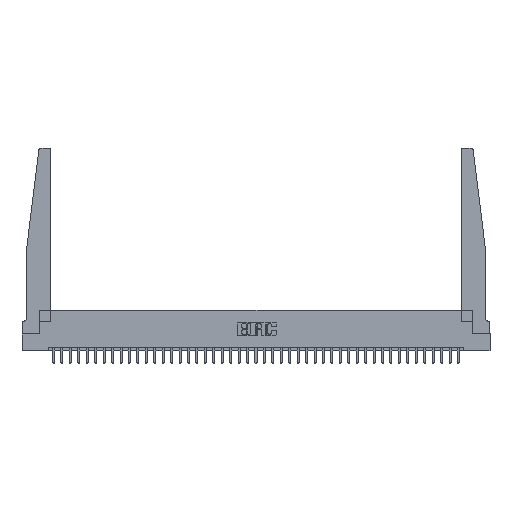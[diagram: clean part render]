
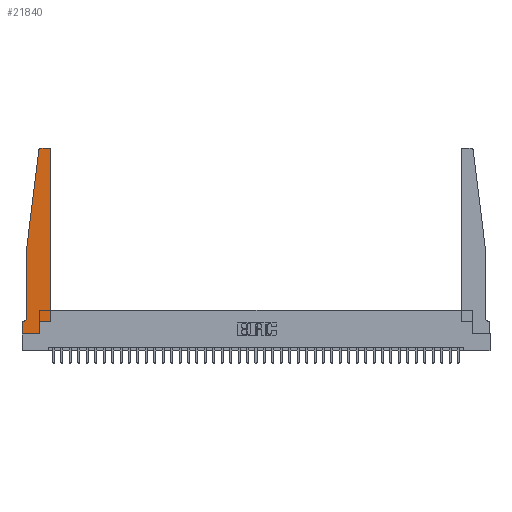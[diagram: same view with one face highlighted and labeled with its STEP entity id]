
A CAD part, top view. The second image highlights one B-rep face of the part: STEP entity #21840.
In plain terms, the highlighted planar face has unit normal (0, 0, 1).
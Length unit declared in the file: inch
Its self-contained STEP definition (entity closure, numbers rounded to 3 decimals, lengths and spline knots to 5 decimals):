
#85 = LINE ( 'NONE', #14265, #31824 ) ;
#799 = ORIENTED_EDGE ( 'NONE', *, *, #8173, .T. ) ;
#989 = VERTEX_POINT ( 'NONE', #5764 ) ;
#1298 = DIRECTION ( 'NONE',  ( 0., 0., 1. ) ) ;
#1968 = VECTOR ( 'NONE', #10396, 39.37008 ) ;
#2383 = DIRECTION ( 'NONE',  ( 1., 0., 0. ) ) ;
#2441 = ORIENTED_EDGE ( 'NONE', *, *, #9057, .T. ) ;
#2801 = DIRECTION ( 'NONE',  ( 0., 0., 1. ) ) ;
#2951 = ORIENTED_EDGE ( 'NONE', *, *, #33636, .T. ) ;
#3557 = VECTOR ( 'NONE', #22092, 39.37008 ) ;
#4940 = VECTOR ( 'NONE', #30830, 39.37008 ) ;
#5365 = LINE ( 'NONE', #28289, #4940 ) ;
#5764 = CARTESIAN_POINT ( 'NONE',  ( 0.065, 1.25, 0.37 ) ) ;
#6257 = CARTESIAN_POINT ( 'NONE',  ( 0.2605, 0., 0.37 ) ) ;
#6331 = CARTESIAN_POINT ( 'NONE',  ( 0.2605, 0.18, 0.37 ) ) ;
#7314 = DIRECTION ( 'NONE',  ( 0., -1., 0. ) ) ;
#7407 = EDGE_CURVE ( 'NONE', #32925, #25130, #12856, .T. ) ;
#7667 = CIRCLE ( 'NONE', #27139, 0.03 ) ;
#8021 = DIRECTION ( 'NONE',  ( 1., 0., 0. ) ) ;
#8173 = EDGE_CURVE ( 'NONE', #35024, #31301, #5365, .T. ) ;
#9057 = EDGE_CURVE ( 'NONE', #17814, #29527, #85, .T. ) ;
#9546 = EDGE_CURVE ( 'NONE', #11853, #17814, #10512, .T. ) ;
#9639 = EDGE_CURVE ( 'NONE', #32766, #20288, #18374, .T. ) ;
#10307 = ORIENTED_EDGE ( 'NONE', *, *, #14273, .T. ) ;
#10326 = EDGE_CURVE ( 'NONE', #34900, #32766, #28703, .T. ) ;
#10396 = DIRECTION ( 'NONE',  ( 0., 1., 0. ) ) ;
#10512 = CIRCLE ( 'NONE', #14155, 0.05 ) ;
#10848 = VECTOR ( 'NONE', #14739, 39.37008 ) ;
#10910 = CARTESIAN_POINT ( 'NONE',  ( 0.2605, 0.18, 0.37 ) ) ;
#11336 = CARTESIAN_POINT ( 'NONE',  ( 0.425, 0.18, 0.37 ) ) ;
#11546 = DIRECTION ( 'NONE',  ( 1., 0., 0. ) ) ;
#11853 = VERTEX_POINT ( 'NONE', #26018 ) ;
#12657 = CARTESIAN_POINT ( 'NONE',  ( 0.425, 2.72, 0.37 ) ) ;
#12856 = LINE ( 'NONE', #27029, #1968 ) ;
#13167 = EDGE_CURVE ( 'NONE', #31301, #23364, #15159, .T. ) ;
#13944 = FACE_OUTER_BOUND ( 'NONE', #22243, .T. ) ;
#14155 = AXIS2_PLACEMENT_3D ( 'NONE', #21972, #30686, #30340 ) ;
#14265 = CARTESIAN_POINT ( 'NONE',  ( 0.065, 0.1875, 0.37 ) ) ;
#14273 = EDGE_CURVE ( 'NONE', #25130, #35024, #7667, .T. ) ;
#14739 = DIRECTION ( 'NONE',  ( -0.122, -0.992, 0. ) ) ;
#15159 = CIRCLE ( 'NONE', #23147, 0.03 ) ;
#15206 = LINE ( 'NONE', #26138, #10848 ) ;
#16442 = ORIENTED_EDGE ( 'NONE', *, *, #7407, .T. ) ;
#16466 = ORIENTED_EDGE ( 'NONE', *, *, #10326, .T. ) ;
#16482 = EDGE_CURVE ( 'NONE', #29527, #34900, #17959, .T. ) ;
#16992 = VECTOR ( 'NONE', #7314, 39.37008 ) ;
#17002 = PLANE ( 'NONE',  #31706 ) ;
#17277 = CARTESIAN_POINT ( 'NONE',  ( 0., 0.1875, 0.37 ) ) ;
#17529 = VECTOR ( 'NONE', #8021, 39.37008 ) ;
#17814 = VERTEX_POINT ( 'NONE', #32068 ) ;
#17959 = LINE ( 'NONE', #32346, #34404 ) ;
#18374 = LINE ( 'NONE', #10910, #3557 ) ;
#18724 = ORIENTED_EDGE ( 'NONE', *, *, #16482, .T. ) ;
#18800 = CARTESIAN_POINT ( 'NONE',  ( 0.065, 1.25, 0.37 ) ) ;
#18972 = ORIENTED_EDGE ( 'NONE', *, *, #9639, .T. ) ;
#20288 = VERTEX_POINT ( 'NONE', #6331 ) ;
#20927 = VECTOR ( 'NONE', #2383, 39.37008 ) ;
#21840 = ADVANCED_FACE ( 'NONE', ( #13944 ), #17002, .T. ) ;
#21972 = CARTESIAN_POINT ( 'NONE',  ( 0.015, 0.2375, 0.37 ) ) ;
#22092 = DIRECTION ( 'NONE',  ( 0., 1., 0. ) ) ;
#22243 = EDGE_LOOP ( 'NONE', ( #799, #31026, #23610, #2951, #29449, #2441, #18724, #16466, #18972, #26457, #16442, #10307 ) ) ;
#23147 = AXIS2_PLACEMENT_3D ( 'NONE', #26095, #1298, #31762 ) ;
#23364 = VERTEX_POINT ( 'NONE', #29040 ) ;
#23610 = ORIENTED_EDGE ( 'NONE', *, *, #34087, .T. ) ;
#23624 = CARTESIAN_POINT ( 'NONE',  ( 0.395, 2.72, 0.37 ) ) ;
#25130 = VERTEX_POINT ( 'NONE', #12657 ) ;
#25707 = LINE ( 'NONE', #18800, #16992 ) ;
#26018 = CARTESIAN_POINT ( 'NONE',  ( 0.065, 0.2375, 0.37 ) ) ;
#26095 = CARTESIAN_POINT ( 'NONE',  ( 0.27653, 2.72, 0.37 ) ) ;
#26138 = CARTESIAN_POINT ( 'NONE',  ( 0.065, 1.25, 0.37 ) ) ;
#26208 = CARTESIAN_POINT ( 'NONE',  ( 0.425, 0.18, 0.37 ) ) ;
#26457 = ORIENTED_EDGE ( 'NONE', *, *, #28536, .T. ) ;
#27029 = CARTESIAN_POINT ( 'NONE',  ( 0.425, 0.18, 0.37 ) ) ;
#27139 = AXIS2_PLACEMENT_3D ( 'NONE', #23624, #27575, #35909 ) ;
#27512 = CARTESIAN_POINT ( 'NONE',  ( 0., 0., 0.37 ) ) ;
#27575 = DIRECTION ( 'NONE',  ( 0., 0., 1. ) ) ;
#28289 = CARTESIAN_POINT ( 'NONE',  ( 0.25, 2.75, 0.37 ) ) ;
#28536 = EDGE_CURVE ( 'NONE', #20288, #32925, #35728, .T. ) ;
#28703 = LINE ( 'NONE', #34775, #20927 ) ;
#29040 = CARTESIAN_POINT ( 'NONE',  ( 0.24675, 2.72367, 0.37 ) ) ;
#29449 = ORIENTED_EDGE ( 'NONE', *, *, #9546, .T. ) ;
#29491 = DIRECTION ( 'NONE',  ( 0., -1., 0. ) ) ;
#29527 = VERTEX_POINT ( 'NONE', #17277 ) ;
#30340 = DIRECTION ( 'NONE',  ( -1., 0., 0. ) ) ;
#30581 = CARTESIAN_POINT ( 'NONE',  ( 0., 0.1875, 0.37 ) ) ;
#30686 = DIRECTION ( 'NONE',  ( 0., 0., -1. ) ) ;
#30830 = DIRECTION ( 'NONE',  ( -1., 0., 0. ) ) ;
#31026 = ORIENTED_EDGE ( 'NONE', *, *, #13167, .T. ) ;
#31301 = VERTEX_POINT ( 'NONE', #33904 ) ;
#31706 = AXIS2_PLACEMENT_3D ( 'NONE', #30581, #2801, #11546 ) ;
#31762 = DIRECTION ( 'NONE',  ( 1., 0., 0. ) ) ;
#31824 = VECTOR ( 'NONE', #33775, 39.37008 ) ;
#32068 = CARTESIAN_POINT ( 'NONE',  ( 0.015, 0.1875, 0.37 ) ) ;
#32346 = CARTESIAN_POINT ( 'NONE',  ( 0., 0., 0.37 ) ) ;
#32766 = VERTEX_POINT ( 'NONE', #6257 ) ;
#32925 = VERTEX_POINT ( 'NONE', #26208 ) ;
#33305 = CARTESIAN_POINT ( 'NONE',  ( 0.395, 2.75, 0.37 ) ) ;
#33636 = EDGE_CURVE ( 'NONE', #989, #11853, #25707, .T. ) ;
#33775 = DIRECTION ( 'NONE',  ( -1., 0., 0. ) ) ;
#33904 = CARTESIAN_POINT ( 'NONE',  ( 0.27653, 2.75, 0.37 ) ) ;
#34087 = EDGE_CURVE ( 'NONE', #23364, #989, #15206, .T. ) ;
#34404 = VECTOR ( 'NONE', #29491, 39.37008 ) ;
#34775 = CARTESIAN_POINT ( 'NONE',  ( 0., 0., 0.37 ) ) ;
#34900 = VERTEX_POINT ( 'NONE', #27512 ) ;
#35024 = VERTEX_POINT ( 'NONE', #33305 ) ;
#35728 = LINE ( 'NONE', #11336, #17529 ) ;
#35909 = DIRECTION ( 'NONE',  ( 1., 0., 0. ) ) ;
